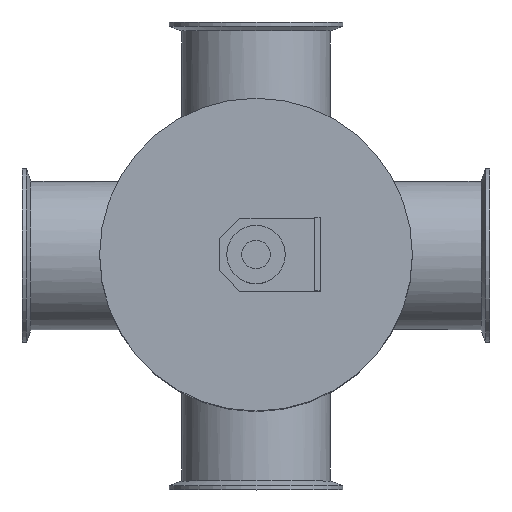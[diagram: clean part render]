
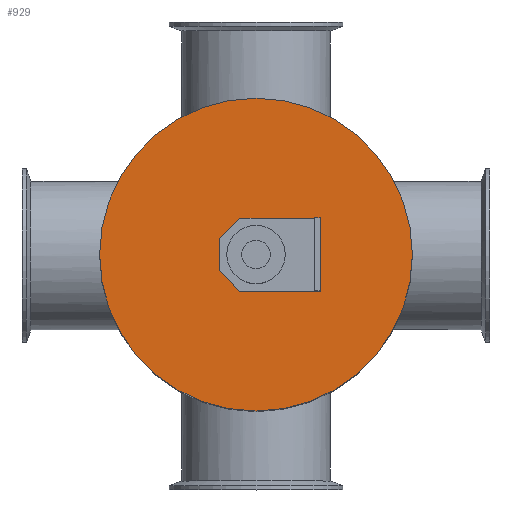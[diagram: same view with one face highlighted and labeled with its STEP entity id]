
A CAD part, top view. The second image highlights one B-rep face of the part: STEP entity #929.
In plain terms, the highlighted planar face has unit normal (0, 0, 1).
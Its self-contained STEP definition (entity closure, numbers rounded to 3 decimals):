
#230=FACE_OUTER_BOUND('',#306,.T.);
#306=EDGE_LOOP('',(#668));
#389=CIRCLE('',#1078,107.);
#440=VERTEX_POINT('',#1511);
#527=EDGE_CURVE('',#440,#440,#389,.T.);
#668=ORIENTED_EDGE('',*,*,#527,.F.);
#892=PLANE('',#1077);
#929=ADVANCED_FACE('',(#230),#892,.T.);
#1077=AXIS2_PLACEMENT_3D('',#1510,#1233,#1234);
#1078=AXIS2_PLACEMENT_3D('',#1512,#1235,#1236);
#1233=DIRECTION('center_axis',(0.,0.,1.));
#1234=DIRECTION('ref_axis',(1.,0.,0.));
#1235=DIRECTION('center_axis',(0.,0.,-1.));
#1236=DIRECTION('ref_axis',(-1.,0.,0.));
#1510=CARTESIAN_POINT('Origin',(-53.5,0.,412.8));
#1511=CARTESIAN_POINT('',(107.,0.,412.8));
#1512=CARTESIAN_POINT('Origin',(0.,0.,412.8));
